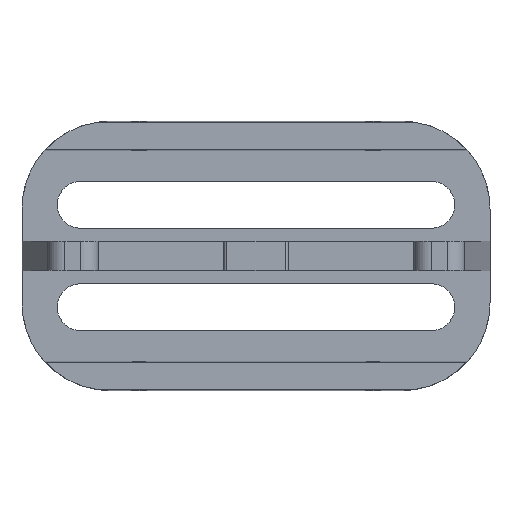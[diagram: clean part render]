
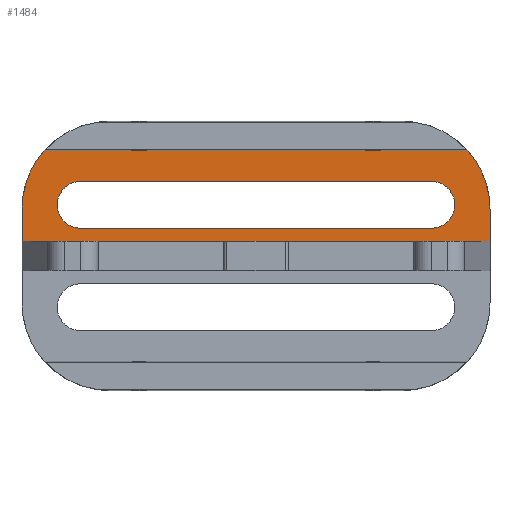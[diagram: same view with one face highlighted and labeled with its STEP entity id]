
A CAD part, top view. The second image highlights one B-rep face of the part: STEP entity #1484.
In plain terms, the highlighted planar face has unit normal (0, 0, 1).
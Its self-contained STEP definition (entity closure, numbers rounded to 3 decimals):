
#130=DIRECTION('',(0.,-1.,0.));
#131=VECTOR('',#130,5.5);
#132=CARTESIAN_POINT('',(40.,8.,3.));
#133=LINE('',#132,#131);
#190=DIRECTION('',(0.,1.,0.));
#191=VECTOR('',#190,5.5);
#192=CARTESIAN_POINT('',(-40.,2.5,3.));
#193=LINE('',#192,#191);
#270=CARTESIAN_POINT('',(-25.,8.,3.));
#271=DIRECTION('',(0.,0.,1.));
#272=DIRECTION('',(-0.745,0.667,0.));
#273=AXIS2_PLACEMENT_3D('',#270,#271,#272);
#275=CARTESIAN_POINT('',(25.,8.,3.));
#276=DIRECTION('',(0.,0.,1.));
#277=DIRECTION('',(1.,0.,0.));
#278=AXIS2_PLACEMENT_3D('',#275,#276,#277);
#280=CARTESIAN_POINT('',(-30.,8.75,3.));
#281=DIRECTION('',(0.,0.,-1.));
#282=DIRECTION('',(0.,-1.,0.));
#283=AXIS2_PLACEMENT_3D('',#280,#281,#282);
#285=CARTESIAN_POINT('',(30.,8.75,3.));
#286=DIRECTION('',(0.,0.,-1.));
#287=DIRECTION('',(0.,1.,0.));
#288=AXIS2_PLACEMENT_3D('',#285,#286,#287);
#300=DIRECTION('',(1.,0.,0.));
#301=VECTOR('',#300,72.361);
#302=CARTESIAN_POINT('',(-36.18,18.,3.));
#303=LINE('',#302,#301);
#466=DIRECTION('',(-1.,0.,0.));
#467=VECTOR('',#466,80.);
#468=CARTESIAN_POINT('',(40.,2.5,3.));
#469=LINE('',#468,#467);
#798=DIRECTION('',(-1.,0.,0.));
#799=VECTOR('',#798,60.);
#800=CARTESIAN_POINT('',(30.,12.75,3.));
#801=LINE('',#800,#799);
#814=DIRECTION('',(1.,0.,0.));
#815=VECTOR('',#814,60.);
#816=CARTESIAN_POINT('',(-30.,4.75,3.));
#817=LINE('',#816,#815);
#964=CARTESIAN_POINT('',(-40.,8.,3.));
#965=VERTEX_POINT('',#964);
#966=CARTESIAN_POINT('',(-36.18,18.,3.));
#967=VERTEX_POINT('',#966);
#974=CARTESIAN_POINT('',(36.18,18.,3.));
#975=VERTEX_POINT('',#974);
#976=CARTESIAN_POINT('',(-40.,2.5,3.));
#977=VERTEX_POINT('',#976);
#978=CARTESIAN_POINT('',(40.,2.5,3.));
#979=VERTEX_POINT('',#978);
#980=CARTESIAN_POINT('',(40.,8.,3.));
#981=VERTEX_POINT('',#980);
#982=CARTESIAN_POINT('',(30.,12.75,3.));
#983=CARTESIAN_POINT('',(-30.,12.75,3.));
#984=VERTEX_POINT('',#982);
#985=VERTEX_POINT('',#983);
#986=CARTESIAN_POINT('',(30.,4.75,3.));
#987=VERTEX_POINT('',#986);
#988=CARTESIAN_POINT('',(-30.,4.75,3.));
#989=VERTEX_POINT('',#988);
#1459=CARTESIAN_POINT('',(0.,0.,3.));
#1460=DIRECTION('',(0.,0.,1.));
#1461=DIRECTION('',(1.,0.,0.));
#1462=AXIS2_PLACEMENT_3D('',#1459,#1460,#1461);
#1463=PLANE('',#1462);
#1464=ORIENTED_EDGE('',*,*,#1392,.F.);
#1466=ORIENTED_EDGE('',*,*,#1465,.T.);
#1467=ORIENTED_EDGE('',*,*,#1446,.F.);
#1468=ORIENTED_EDGE('',*,*,#1273,.T.);
#1470=ORIENTED_EDGE('',*,*,#1469,.T.);
#1471=ORIENTED_EDGE('',*,*,#1373,.T.);
#1472=EDGE_LOOP('',(#1464,#1466,#1467,#1468,#1470,#1471));
#1473=FACE_OUTER_BOUND('',#1472,.F.);
#1475=ORIENTED_EDGE('',*,*,#1474,.T.);
#1477=ORIENTED_EDGE('',*,*,#1476,.F.);
#1479=ORIENTED_EDGE('',*,*,#1478,.T.);
#1481=ORIENTED_EDGE('',*,*,#1480,.F.);
#1482=EDGE_LOOP('',(#1475,#1477,#1479,#1481));
#1483=FACE_BOUND('',#1482,.F.);
#1484=ADVANCED_FACE('',(#1473,#1483),#1463,.T.);
#274=CIRCLE('',#273,15.);
#279=CIRCLE('',#278,15.);
#284=CIRCLE('',#283,4.);
#289=CIRCLE('',#288,4.);
#1273=EDGE_CURVE('',#981,#979,#133,.T.);
#1373=EDGE_CURVE('',#977,#965,#193,.T.);
#1392=EDGE_CURVE('',#967,#965,#274,.T.);
#1446=EDGE_CURVE('',#981,#975,#279,.T.);
#1465=EDGE_CURVE('',#967,#975,#303,.T.);
#1469=EDGE_CURVE('',#979,#977,#469,.T.);
#1474=EDGE_CURVE('',#984,#985,#801,.T.);
#1476=EDGE_CURVE('',#989,#985,#284,.T.);
#1478=EDGE_CURVE('',#989,#987,#817,.T.);
#1480=EDGE_CURVE('',#984,#987,#289,.T.);
